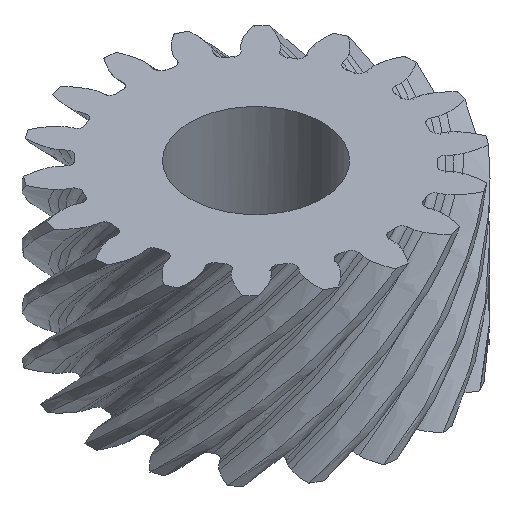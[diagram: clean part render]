
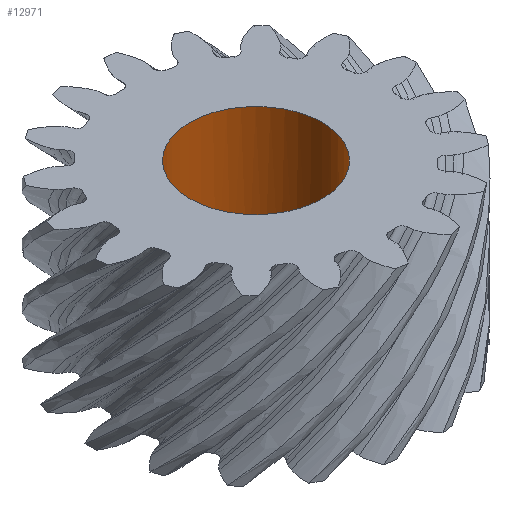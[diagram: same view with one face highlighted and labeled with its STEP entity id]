
A CAD part, isometric view. The second image highlights one B-rep face of the part: STEP entity #12971.
In plain terms, the highlighted cylindrical face has radius 6 mm (diameter 12 mm), a full revolution.
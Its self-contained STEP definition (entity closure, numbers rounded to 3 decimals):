
#1912 = EDGE_CURVE('',#1913,#1913,#1915,.T.);
#1913 = VERTEX_POINT('',#1914);
#1914 = CARTESIAN_POINT('',(6.,0.,0.));
#1915 = CIRCLE('',#1916,6.);
#1916 = AXIS2_PLACEMENT_3D('',#1917,#1918,#1919);
#1917 = CARTESIAN_POINT('',(0.,0.,0.));
#1918 = DIRECTION('',(0.,0.,1.));
#1919 = DIRECTION('',(1.,0.,0.));
#3721 = EDGE_CURVE('',#3722,#3722,#3724,.T.);
#3722 = VERTEX_POINT('',#3723);
#3723 = CARTESIAN_POINT('',(6.,0.,15.));
#3724 = ELLIPSE('',#3725,6.,6.);
#3725 = AXIS2_PLACEMENT_3D('',#3726,#3727,#3728);
#3726 = CARTESIAN_POINT('',(0.,0.,15.));
#3727 = DIRECTION('',(0.,0.,
    1.));
#3728 = DIRECTION('',(-0.444,-0.896,
    0.));
#12971 = ADVANCED_FACE('',(#12972),#12983,.F.);
#12972 = FACE_BOUND('',#12973,.T.);
#12973 = EDGE_LOOP('',(#12974,#12975,#12981,#12982));
#12974 = ORIENTED_EDGE('',*,*,#1912,.F.);
#12975 = ORIENTED_EDGE('',*,*,#12976,.T.);
#12976 = EDGE_CURVE('',#1913,#3722,#12977,.T.);
#12977 = LINE('',#12978,#12979);
#12978 = CARTESIAN_POINT('',(6.,0.,0.));
#12979 = VECTOR('',#12980,1.);
#12980 = DIRECTION('',(0.,0.,1.));
#12981 = ORIENTED_EDGE('',*,*,#3721,.T.);
#12982 = ORIENTED_EDGE('',*,*,#12976,.F.);
#12983 = CYLINDRICAL_SURFACE('',#12984,6.);
#12984 = AXIS2_PLACEMENT_3D('',#12985,#12986,#12987);
#12985 = CARTESIAN_POINT('',(0.,0.,0.));
#12986 = DIRECTION('',(-0.,-0.,-1.));
#12987 = DIRECTION('',(1.,0.,0.));
